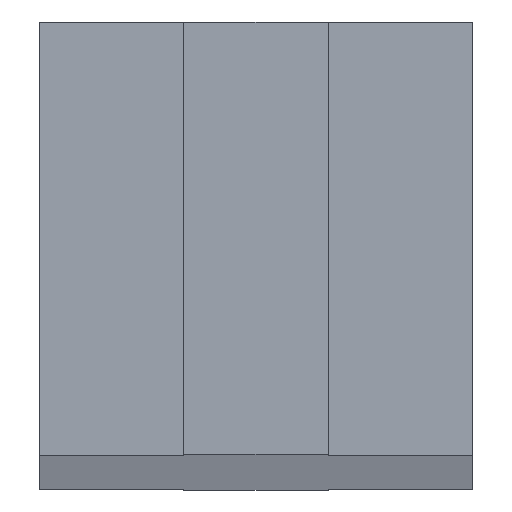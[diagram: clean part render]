
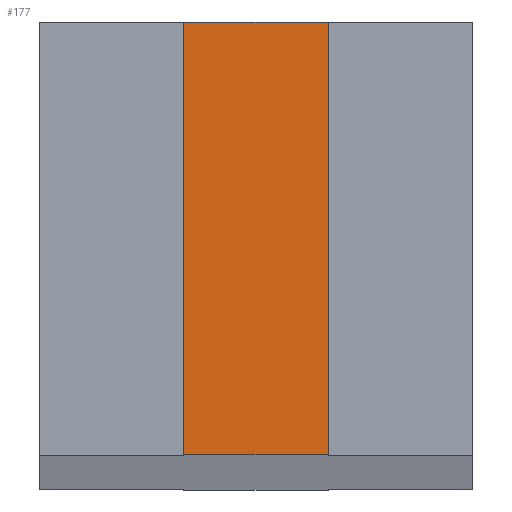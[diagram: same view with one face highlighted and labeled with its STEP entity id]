
A CAD part, top view. The second image highlights one B-rep face of the part: STEP entity #177.
In plain terms, the highlighted planar face has unit normal (0, 0, 1).
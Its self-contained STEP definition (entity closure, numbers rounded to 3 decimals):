
#5 = ORIENTED_EDGE ( 'NONE', *, *, #341, .T. ) ;
#54 = CARTESIAN_POINT ( 'NONE',  ( -12.7, 12.7, 600. ) ) ;
#65 = VERTEX_POINT ( 'NONE', #336 ) ;
#92 = PLANE ( 'NONE',  #264 ) ;
#100 = VECTOR ( 'NONE', #183, 1000. ) ;
#111 = VERTEX_POINT ( 'NONE', #118 ) ;
#118 = CARTESIAN_POINT ( 'NONE',  ( -4.233, -12.7, 600. ) ) ;
#177 = ADVANCED_FACE ( 'NONE', ( #668 ), #92, .T. ) ;
#183 = DIRECTION ( 'NONE',  ( -1., 0., 0. ) ) ;
#246 = LINE ( 'NONE', #54, #100 ) ;
#250 = EDGE_CURVE ( 'NONE', #111, #65, #659, .T. ) ;
#264 = AXIS2_PLACEMENT_3D ( 'NONE', #269, #371, #731 ) ;
#269 = CARTESIAN_POINT ( 'NONE',  ( 0., 0., 600. ) ) ;
#294 = CARTESIAN_POINT ( 'NONE',  ( 4.233, -12.7, 600. ) ) ;
#301 = ORIENTED_EDGE ( 'NONE', *, *, #654, .T. ) ;
#322 = DIRECTION ( 'NONE',  ( 0., 1., 0. ) ) ;
#336 = CARTESIAN_POINT ( 'NONE',  ( -4.233, 12.7, 600. ) ) ;
#341 = EDGE_CURVE ( 'NONE', #649, #364, #631, .T. ) ;
#364 = VERTEX_POINT ( 'NONE', #389 ) ;
#371 = DIRECTION ( 'NONE',  ( 0., 0., 1. ) ) ;
#380 = CARTESIAN_POINT ( 'NONE',  ( -4.233, 12.7, 600. ) ) ;
#382 = ORIENTED_EDGE ( 'NONE', *, *, #529, .T. ) ;
#389 = CARTESIAN_POINT ( 'NONE',  ( 4.233, 12.7, 600. ) ) ;
#414 = ORIENTED_EDGE ( 'NONE', *, *, #250, .F. ) ;
#452 = VECTOR ( 'NONE', #515, 1000. ) ;
#463 = CARTESIAN_POINT ( 'NONE',  ( 4.233, 12.7, 600. ) ) ;
#515 = DIRECTION ( 'NONE',  ( 0., 1., 0. ) ) ;
#521 = VECTOR ( 'NONE', #624, 1000. ) ;
#522 = EDGE_LOOP ( 'NONE', ( #414, #382, #5, #301 ) ) ;
#529 = EDGE_CURVE ( 'NONE', #111, #649, #744, .T. ) ;
#624 = DIRECTION ( 'NONE',  ( 1., 0., 0. ) ) ;
#631 = LINE ( 'NONE', #463, #452 ) ;
#639 = VECTOR ( 'NONE', #322, 1000. ) ;
#649 = VERTEX_POINT ( 'NONE', #294 ) ;
#654 = EDGE_CURVE ( 'NONE', #364, #65, #246, .T. ) ;
#659 = LINE ( 'NONE', #380, #639 ) ;
#668 = FACE_OUTER_BOUND ( 'NONE', #522, .T. ) ;
#683 = CARTESIAN_POINT ( 'NONE',  ( -12.7, -12.7, 600. ) ) ;
#731 = DIRECTION ( 'NONE',  ( 1., 0., 0. ) ) ;
#744 = LINE ( 'NONE', #683, #521 ) ;
